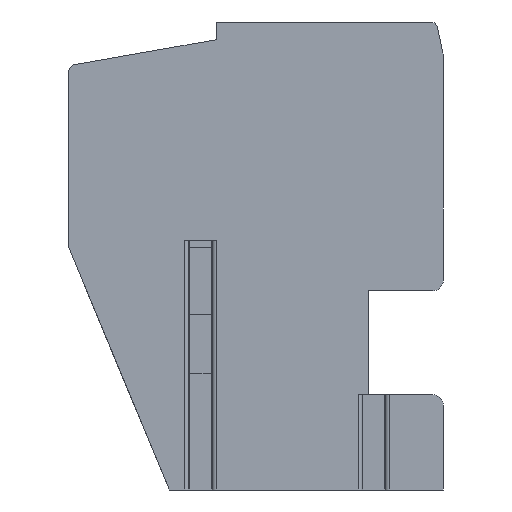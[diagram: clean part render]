
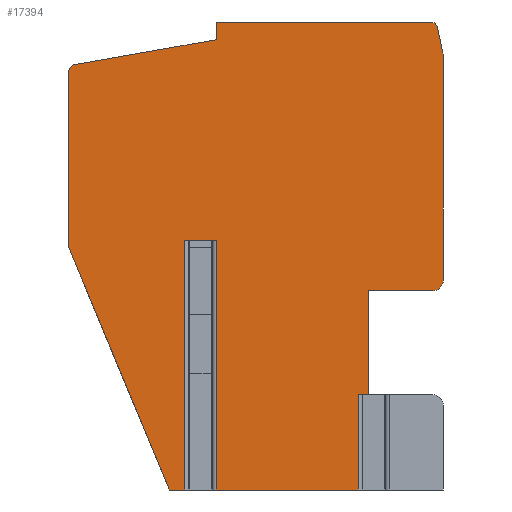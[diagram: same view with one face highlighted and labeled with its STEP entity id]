
A CAD part, left-side view. The second image highlights one B-rep face of the part: STEP entity #17394.
In plain terms, the highlighted planar face has unit normal (-1, 0, 0).
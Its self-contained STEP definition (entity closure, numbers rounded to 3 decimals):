
#18=DIRECTION('',(0.,0.,-1.));
#19=VECTOR('',#18,2.75);
#20=CARTESIAN_POINT('',(0.,-2.949,
-4.));
#21=LINE('',#20,#19);
#22=DIRECTION('',(0.,0.,-1.));
#23=VECTOR('',#22,7.2);
#24=CARTESIAN_POINT('',(0.,1.149,0.45));
#25=LINE('',#24,#23);
#26=DIRECTION('',(0.,1.,0.));
#27=VECTOR('',#26,0.901);
#28=CARTESIAN_POINT('',(0.,1.149,0.45));
#29=LINE('',#28,#27);
#30=DIRECTION('',(0.,0.,-1.));
#31=VECTOR('',#30,7.2);
#32=CARTESIAN_POINT('',(0.,2.05,0.45));
#33=LINE('',#32,#31);
#34=DIRECTION('',(0.,-0.383,-0.924));
#35=VECTOR('',#34,7.577);
#36=CARTESIAN_POINT('',(0.,5.4,0.25));
#37=LINE('',#36,#35);
#38=DIRECTION('',(0.,0.,1.));
#39=VECTOR('',#38,5.072);
#40=CARTESIAN_POINT('',(0.,5.4,0.25));
#41=LINE('',#40,#39);
#42=CARTESIAN_POINT('',(0.,5.2,5.322));
#43=DIRECTION('',(1.,0.,0.));
#44=DIRECTION('',(0.,1.,0.));
#45=AXIS2_PLACEMENT_3D('',#42,#43,#44);
#47=DIRECTION('',(0.,-0.985,0.174));
#48=VECTOR('',#47,4.148);
#49=CARTESIAN_POINT('',(0.,5.235,5.519));
#50=LINE('',#49,#48);
#51=DIRECTION('',(0.,0.,1.));
#52=VECTOR('',#51,0.511);
#53=CARTESIAN_POINT('',(0.,1.15,6.239));
#54=LINE('',#53,#52);
#55=DIRECTION('',(0.,-1.,0.));
#56=VECTOR('',#55,6.188);
#57=CARTESIAN_POINT('',(0.,1.15,6.75));
#58=LINE('',#57,#56);
#59=CARTESIAN_POINT('',(0.,-5.038,6.55));
#60=DIRECTION('',(1.,0.,0.));
#61=DIRECTION('',(0.,0.,1.));
#62=AXIS2_PLACEMENT_3D('',#59,#60,#61);
#64=DIRECTION('',(0.,-0.208,-0.978));
#65=VECTOR('',#64,0.747);
#66=CARTESIAN_POINT('',(0.,-5.234,6.592));
#67=LINE('',#66,#65);
#68=CARTESIAN_POINT('',(0.,-4.9,5.757));
#69=DIRECTION('',(1.,0.,0.));
#70=DIRECTION('',(0.,-0.978,0.208));
#71=AXIS2_PLACEMENT_3D('',#68,#69,#70);
#73=DIRECTION('',(0.,0.,-1.));
#74=VECTOR('',#73,6.457);
#75=CARTESIAN_POINT('',(0.,-5.4,5.757));
#76=LINE('',#75,#74);
#77=CARTESIAN_POINT('',(0.,-5.1,-0.7));
#78=DIRECTION('',(1.,0.,0.));
#79=DIRECTION('',(0.,-1.,0.));
#80=AXIS2_PLACEMENT_3D('',#77,#78,#79);
#82=DIRECTION('',(0.,1.,0.));
#83=VECTOR('',#82,1.85);
#84=CARTESIAN_POINT('',(0.,-5.1,-1.));
#85=LINE('',#84,#83);
#86=DIRECTION('',(0.,0.,-1.));
#87=VECTOR('',#86,3.);
#88=CARTESIAN_POINT('',(0.,-3.25,-1.));
#89=LINE('',#88,#87);
#90=DIRECTION('',(0.,-1.,0.));
#91=VECTOR('',#90,0.301);
#92=CARTESIAN_POINT('',(0.,-2.949,
-4.));
#93=LINE('',#92,#91);
#375=DIRECTION('',(0.,-1.,0.));
#376=VECTOR('',#375,0.45);
#377=CARTESIAN_POINT('',(0.,2.5,-6.75));
#378=LINE('',#377,#376);
#411=DIRECTION('',(0.,-1.,0.));
#412=VECTOR('',#411,4.098);
#413=CARTESIAN_POINT('',(0.,1.149,
-6.75));
#414=LINE('',#413,#412);
#13427=CARTESIAN_POINT('',(0.,5.4,5.322));
#13428=CARTESIAN_POINT('',(0.,5.235,5.519));
#13429=VERTEX_POINT('',#13427);
#13430=VERTEX_POINT('',#13428);
#13431=CARTESIAN_POINT('',(0.,1.15,6.239));
#13432=VERTEX_POINT('',#13431);
#13433=CARTESIAN_POINT('',(0.,1.15,6.75));
#13434=VERTEX_POINT('',#13433);
#13435=CARTESIAN_POINT('',(0.,-5.038,6.75));
#13436=VERTEX_POINT('',#13435);
#13437=CARTESIAN_POINT('',(0.,-5.234,6.592));
#13438=VERTEX_POINT('',#13437);
#13439=CARTESIAN_POINT('',(0.,-5.389,5.86));
#13440=VERTEX_POINT('',#13439);
#13441=CARTESIAN_POINT('',(0.,-5.4,5.757));
#13442=VERTEX_POINT('',#13441);
#13443=CARTESIAN_POINT('',(0.,-5.4,-0.7));
#13444=VERTEX_POINT('',#13443);
#13445=CARTESIAN_POINT('',(0.,-5.1,-1.));
#13446=VERTEX_POINT('',#13445);
#13447=CARTESIAN_POINT('',(0.,-3.25,-1.));
#13448=VERTEX_POINT('',#13447);
#14589=CARTESIAN_POINT('',(0.,5.4,0.25));
#14590=VERTEX_POINT('',#14589);
#14621=CARTESIAN_POINT('',(0.,1.149,
0.45));
#14622=CARTESIAN_POINT('',(0.,2.05,
0.45));
#14623=VERTEX_POINT('',#14621);
#14624=VERTEX_POINT('',#14622);
#14625=CARTESIAN_POINT('',(0.,1.149,
-6.75));
#14626=VERTEX_POINT('',#14625);
#14627=CARTESIAN_POINT('',(0.,2.05,
-6.75));
#14628=VERTEX_POINT('',#14627);
#14641=CARTESIAN_POINT('',(0.,2.5,-6.75));
#14642=VERTEX_POINT('',#14641);
#14653=CARTESIAN_POINT('',(0.,-2.949,
-4.));
#14654=CARTESIAN_POINT('',(0.,-2.949,
-6.75));
#14655=VERTEX_POINT('',#14653);
#14656=VERTEX_POINT('',#14654);
#14657=CARTESIAN_POINT('',(0.,-3.25,-4.));
#14658=VERTEX_POINT('',#14657);
#17347=CARTESIAN_POINT('',(0.,0.,0.));
#17348=DIRECTION('',(1.,0.,0.));
#17349=DIRECTION('',(0.,0.,-1.));
#17350=AXIS2_PLACEMENT_3D('',#17347,#17348,#17349);
#17351=PLANE('',#17350);
#17353=ORIENTED_EDGE('',*,*,#17352,.T.);
#17355=ORIENTED_EDGE('',*,*,#17354,.F.);
#17357=ORIENTED_EDGE('',*,*,#17356,.F.);
#17359=ORIENTED_EDGE('',*,*,#17358,.T.);
#17361=ORIENTED_EDGE('',*,*,#17360,.T.);
#17363=ORIENTED_EDGE('',*,*,#17362,.F.);
#17365=ORIENTED_EDGE('',*,*,#17364,.F.);
#17367=ORIENTED_EDGE('',*,*,#17366,.T.);
#17369=ORIENTED_EDGE('',*,*,#17368,.T.);
#17371=ORIENTED_EDGE('',*,*,#17370,.T.);
#17373=ORIENTED_EDGE('',*,*,#17372,.T.);
#17375=ORIENTED_EDGE('',*,*,#17374,.T.);
#17377=ORIENTED_EDGE('',*,*,#17376,.T.);
#17379=ORIENTED_EDGE('',*,*,#17378,.T.);
#17381=ORIENTED_EDGE('',*,*,#17380,.T.);
#17383=ORIENTED_EDGE('',*,*,#17382,.T.);
#17385=ORIENTED_EDGE('',*,*,#17384,.T.);
#17387=ORIENTED_EDGE('',*,*,#17386,.T.);
#17389=ORIENTED_EDGE('',*,*,#17388,.T.);
#17391=ORIENTED_EDGE('',*,*,#17390,.F.);
#17392=EDGE_LOOP('',(#17353,#17355,#17357,#17359,#17361,#17363,#17365,#17367,
#17369,#17371,#17373,#17375,#17377,#17379,#17381,#17383,#17385,#17387,#17389,
#17391));
#17393=FACE_OUTER_BOUND('',#17392,.F.);
#17394=ADVANCED_FACE('',(#17393),#17351,.F.);
#46=CIRCLE('',#45,0.2);
#63=CIRCLE('',#62,0.2);
#72=CIRCLE('',#71,0.5);
#81=CIRCLE('',#80,0.3);
#17352=EDGE_CURVE('',#14655,#14656,#21,.T.);
#17354=EDGE_CURVE('',#14626,#14656,#414,.T.);
#17356=EDGE_CURVE('',#14623,#14626,#25,.T.);
#17358=EDGE_CURVE('',#14623,#14624,#29,.T.);
#17360=EDGE_CURVE('',#14624,#14628,#33,.T.);
#17362=EDGE_CURVE('',#14642,#14628,#378,.T.);
#17364=EDGE_CURVE('',#14590,#14642,#37,.T.);
#17366=EDGE_CURVE('',#14590,#13429,#41,.T.);
#17368=EDGE_CURVE('',#13429,#13430,#46,.T.);
#17370=EDGE_CURVE('',#13430,#13432,#50,.T.);
#17372=EDGE_CURVE('',#13432,#13434,#54,.T.);
#17374=EDGE_CURVE('',#13434,#13436,#58,.T.);
#17376=EDGE_CURVE('',#13436,#13438,#63,.T.);
#17378=EDGE_CURVE('',#13438,#13440,#67,.T.);
#17380=EDGE_CURVE('',#13440,#13442,#72,.T.);
#17382=EDGE_CURVE('',#13442,#13444,#76,.T.);
#17384=EDGE_CURVE('',#13444,#13446,#81,.T.);
#17386=EDGE_CURVE('',#13446,#13448,#85,.T.);
#17388=EDGE_CURVE('',#13448,#14658,#89,.T.);
#17390=EDGE_CURVE('',#14655,#14658,#93,.T.);
